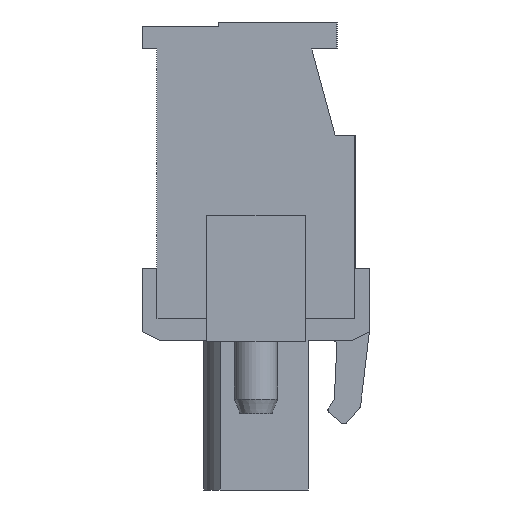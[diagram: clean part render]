
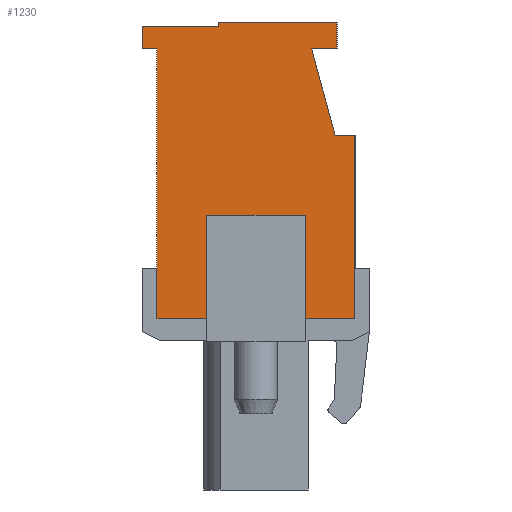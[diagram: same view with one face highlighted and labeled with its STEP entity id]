
A CAD part, left-side view. The second image highlights one B-rep face of the part: STEP entity #1230.
In plain terms, the highlighted planar face has unit normal (-1, 0, 0).
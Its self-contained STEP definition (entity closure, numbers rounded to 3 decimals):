
#1230 = ADVANCED_FACE( '', ( #2579 ), #2580, .T. );
#2579 = FACE_OUTER_BOUND( '', #4083, .T. );
#2580 = PLANE( '', #4084 );
#4083 = EDGE_LOOP( '', ( #7364, #7365, #7366, #7367, #7368, #7369, #7370, #7371, #7372, #7373, #7374, #7375, #7376, #7377, #7378, #7379 ) );
#4084 = AXIS2_PLACEMENT_3D( '', #7380, #7381, #7382 );
#7364 = ORIENTED_EDGE( '', *, *, #9668, .F. );
#7365 = ORIENTED_EDGE( '', *, *, #9870, .F. );
#7366 = ORIENTED_EDGE( '', *, *, #10544, .F. );
#7367 = ORIENTED_EDGE( '', *, *, #10545, .T. );
#7368 = ORIENTED_EDGE( '', *, *, #9821, .T. );
#7369 = ORIENTED_EDGE( '', *, *, #9729, .T. );
#7370 = ORIENTED_EDGE( '', *, *, #9612, .T. );
#7371 = ORIENTED_EDGE( '', *, *, #10546, .T. );
#7372 = ORIENTED_EDGE( '', *, *, #9949, .T. );
#7373 = ORIENTED_EDGE( '', *, *, #9974, .T. );
#7374 = ORIENTED_EDGE( '', *, *, #10547, .T. );
#7375 = ORIENTED_EDGE( '', *, *, #9310, .T. );
#7376 = ORIENTED_EDGE( '', *, *, #10548, .T. );
#7377 = ORIENTED_EDGE( '', *, *, #10549, .T. );
#7378 = ORIENTED_EDGE( '', *, *, #10448, .T. );
#7379 = ORIENTED_EDGE( '', *, *, #10550, .T. );
#7380 = CARTESIAN_POINT( '', ( -7.62, 0., 0. ) );
#7381 = DIRECTION( '', ( -1., 0., 0. ) );
#7382 = DIRECTION( '', ( 0., 0., 1. ) );
#9310 = EDGE_CURVE( '', #11186, #11187, #11188, .T. );
#9612 = EDGE_CURVE( '', #11715, #11716, #11717, .T. );
#9668 = EDGE_CURVE( '', #11805, #11806, #11807, .T. );
#9729 = EDGE_CURVE( '', #11906, #11715, #11907, .T. );
#9821 = EDGE_CURVE( '', #12059, #11906, #12060, .T. );
#9870 = EDGE_CURVE( '', #12139, #11805, #12140, .T. );
#9949 = EDGE_CURVE( '', #12264, #12265, #12266, .T. );
#9974 = EDGE_CURVE( '', #12265, #12302, #12303, .T. );
#10448 = EDGE_CURVE( '', #12991, #12989, #12992, .T. );
#10544 = EDGE_CURVE( '', #13114, #12139, #13115, .T. );
#10545 = EDGE_CURVE( '', #13114, #12059, #13116, .T. );
#10546 = EDGE_CURVE( '', #11716, #12264, #13117, .T. );
#10547 = EDGE_CURVE( '', #12302, #11186, #13118, .T. );
#10548 = EDGE_CURVE( '', #11187, #13119, #13120, .T. );
#10549 = EDGE_CURVE( '', #13119, #12991, #13121, .T. );
#10550 = EDGE_CURVE( '', #12989, #11806, #13122, .T. );
#11186 = VERTEX_POINT( '', #13903 );
#11187 = VERTEX_POINT( '', #13904 );
#11188 = LINE( '', #13905, #13906 );
#11715 = VERTEX_POINT( '', #14665 );
#11716 = VERTEX_POINT( '', #14666 );
#11717 = LINE( '', #14667, #14668 );
#11805 = VERTEX_POINT( '', #14793 );
#11806 = VERTEX_POINT( '', #14794 );
#11807 = LINE( '', #14795, #14796 );
#11906 = VERTEX_POINT( '', #14935 );
#11907 = LINE( '', #14936, #14937 );
#12059 = VERTEX_POINT( '', #15160 );
#12060 = LINE( '', #15161, #15162 );
#12139 = VERTEX_POINT( '', #15281 );
#12140 = LINE( '', #15282, #15283 );
#12264 = VERTEX_POINT( '', #15468 );
#12265 = VERTEX_POINT( '', #15469 );
#12266 = LINE( '', #15470, #15471 );
#12302 = VERTEX_POINT( '', #15524 );
#12303 = LINE( '', #15525, #15526 );
#12989 = VERTEX_POINT( '', #16538 );
#12991 = VERTEX_POINT( '', #16541 );
#12992 = LINE( '', #16542, #16543 );
#13114 = VERTEX_POINT( '', #16723 );
#13115 = LINE( '', #16724, #16725 );
#13116 = LINE( '', #16726, #16727 );
#13117 = LINE( '', #16728, #16729 );
#13118 = LINE( '', #16730, #16731 );
#13119 = VERTEX_POINT( '', #16732 );
#13120 = LINE( '', #16733, #16734 );
#13121 = LINE( '', #16735, #16736 );
#13122 = LINE( '', #16737, #16738 );
#13903 = CARTESIAN_POINT( '', ( -7.62, 2.1, 8.75 ) );
#13904 = CARTESIAN_POINT( '', ( -7.62, 6.3, 8.75 ) );
#13905 = CARTESIAN_POINT( '', ( -7.62, 2.1, 8.75 ) );
#13906 = VECTOR( '', #17517, 1000. );
#14665 = CARTESIAN_POINT( '', ( -7.62, -4.4, 2.7 ) );
#14666 = CARTESIAN_POINT( '', ( -7.62, -3.1, 7.5 ) );
#14667 = CARTESIAN_POINT( '', ( -7.62, -4.4, 2.7 ) );
#14668 = VECTOR( '', #17810, 1000. );
#14793 = CARTESIAN_POINT( '', ( -7.62, 2.75, -1.75 ) );
#14794 = CARTESIAN_POINT( '', ( -7.62, 2.75, -7.5 ) );
#14795 = CARTESIAN_POINT( '', ( -7.62, 2.75, -1.75 ) );
#14796 = VECTOR( '', #17872, 1000. );
#14935 = CARTESIAN_POINT( '', ( -7.62, -5.5, 2.7 ) );
#14936 = CARTESIAN_POINT( '', ( -7.62, -5.5, 2.7 ) );
#14937 = VECTOR( '', #17937, 1000. );
#15160 = CARTESIAN_POINT( '', ( -7.62, -5.5, -7.5 ) );
#15161 = CARTESIAN_POINT( '', ( -7.62, -5.5, -7.5 ) );
#15162 = VECTOR( '', #18024, 1000. );
#15281 = CARTESIAN_POINT( '', ( -7.62, -2.75, -1.75 ) );
#15282 = CARTESIAN_POINT( '', ( -7.62, -2.75, -1.75 ) );
#15283 = VECTOR( '', #18065, 1000. );
#15468 = CARTESIAN_POINT( '', ( -7.62, -4.5, 7.5 ) );
#15469 = CARTESIAN_POINT( '', ( -7.62, -4.5, 9. ) );
#15470 = CARTESIAN_POINT( '', ( -7.62, -4.5, 7.5 ) );
#15471 = VECTOR( '', #18133, 1000. );
#15524 = CARTESIAN_POINT( '', ( -7.62, 2.1, 9. ) );
#15525 = CARTESIAN_POINT( '', ( -7.62, -4.5, 9. ) );
#15526 = VECTOR( '', #18157, 1000. );
#16538 = CARTESIAN_POINT( '', ( -7.62, 5.5, -7.5 ) );
#16541 = CARTESIAN_POINT( '', ( -7.62, 5.5, 7.5 ) );
#16542 = CARTESIAN_POINT( '', ( -7.62, 5.5, 7.5 ) );
#16543 = VECTOR( '', #18606, 1000. );
#16723 = CARTESIAN_POINT( '', ( -7.62, -2.75, -7.5 ) );
#16724 = CARTESIAN_POINT( '', ( -7.62, -2.75, -8.75 ) );
#16725 = VECTOR( '', #18683, 1000. );
#16726 = CARTESIAN_POINT( '', ( -7.62, 5.5, -7.5 ) );
#16727 = VECTOR( '', #18684, 1000. );
#16728 = CARTESIAN_POINT( '', ( -7.62, -3.1, 7.5 ) );
#16729 = VECTOR( '', #18685, 1000. );
#16730 = CARTESIAN_POINT( '', ( -7.62, 2.1, 9. ) );
#16731 = VECTOR( '', #18686, 1000. );
#16732 = CARTESIAN_POINT( '', ( -7.62, 6.3, 7.5 ) );
#16733 = CARTESIAN_POINT( '', ( -7.62, 6.3, 8.75 ) );
#16734 = VECTOR( '', #18687, 1000. );
#16735 = CARTESIAN_POINT( '', ( -7.62, 6.3, 7.5 ) );
#16736 = VECTOR( '', #18688, 1000. );
#16737 = CARTESIAN_POINT( '', ( -7.62, 5.5, -7.5 ) );
#16738 = VECTOR( '', #18689, 1000. );
#17517 = DIRECTION( '', ( 0., 1., 0. ) );
#17810 = DIRECTION( '', ( 0., 0.261, 0.965 ) );
#17872 = DIRECTION( '', ( 0., 0., -1. ) );
#17937 = DIRECTION( '', ( 0., 1., 0. ) );
#18024 = DIRECTION( '', ( 0., 0., 1. ) );
#18065 = DIRECTION( '', ( 0., 1., 0. ) );
#18133 = DIRECTION( '', ( 0., 0., 1. ) );
#18157 = DIRECTION( '', ( 0., 1., 0. ) );
#18606 = DIRECTION( '', ( 0., 0., -1. ) );
#18683 = DIRECTION( '', ( 0., 0., 1. ) );
#18684 = DIRECTION( '', ( 0., -1., 0. ) );
#18685 = DIRECTION( '', ( 0., -1., 0. ) );
#18686 = DIRECTION( '', ( 0., 0., -1. ) );
#18687 = DIRECTION( '', ( 0., 0., -1. ) );
#18688 = DIRECTION( '', ( 0., -1., 0. ) );
#18689 = DIRECTION( '', ( 0., -1., 0. ) );
